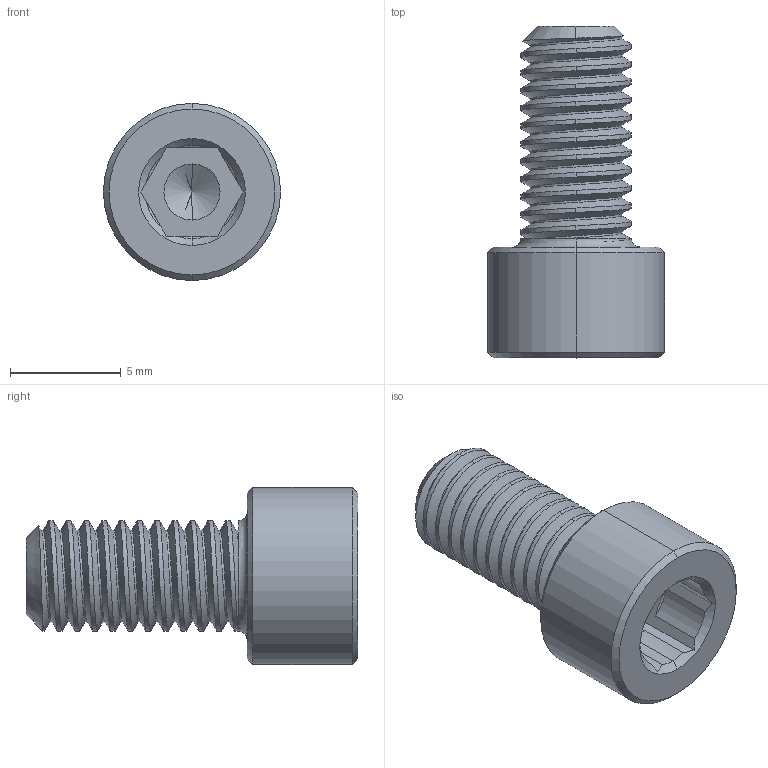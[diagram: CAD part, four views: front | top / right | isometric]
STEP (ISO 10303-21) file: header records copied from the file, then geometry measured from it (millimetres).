
FILE_DESCRIPTION (( 'STEP AP203' ), '1' );
FILE_NAME ('MS0050.STEP', '2025-04-23T14:45:36', ( '' ), ( '' ), 'SwSTEP 2.0', 'SolidWorks 2023', '' );
FILE_SCHEMA (( 'CONFIG_CONTROL_DESIGN' ));
Length unit declared in the file: inch
Products named in the file (1): MS0050
Bounding box: 8 x 14.99 x 8 mm (x, y, z)
Volume: 367.3 mm3; surface area: 488.5 mm2
Topology: 1 solids, 1 shells, 68 faces, 181 edges, 116 vertices
Faces by surface type: cylinder 33, cone 18, plane 11, bspline 4, torus 2
Entity records: 5646 total; most frequent: CARTESIAN_POINT 4039, ORIENTED_EDGE 358, DIRECTION 274, EDGE_CURVE 179, VERTEX_POINT 116, AXIS2_PLACEMENT_3D 104, EDGE_LOOP 71, ADVANCED_FACE 68
